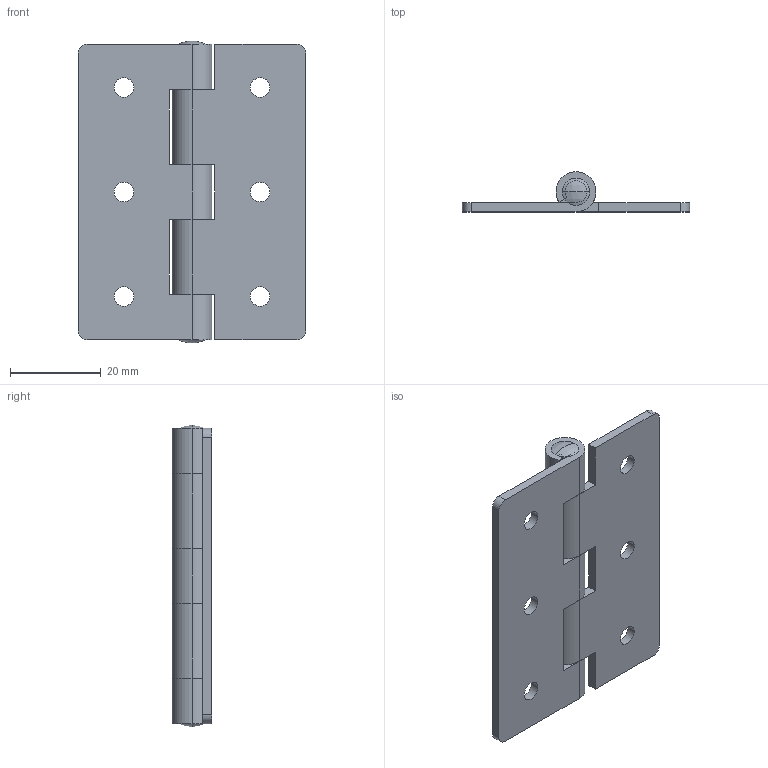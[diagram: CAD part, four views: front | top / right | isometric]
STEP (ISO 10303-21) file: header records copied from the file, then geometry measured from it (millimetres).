
FILE_DESCRIPTION (( 'STEP AP203' ), '1' );
FILE_NAME ('B-2078-13.STEP', '2021-08-06T06:16:47', ( '' ), ( '' ), 'SwSTEP 2.0', 'SolidWorks 2018', '' );
FILE_SCHEMA (( 'CONFIG_CONTROL_DESIGN' ));
Length unit declared in the file: millimetre
Products named in the file (4): B-2078-13僸儞僕B_; B-2078-13僔儍僼僩_; B-2078-13; B-2078-13僸儞僕A_
Assembly tree (3 placements, depth 2):
  B-2078-13
    B-2078-13僸儞僕A_
    B-2078-13僸儞僕B_
    B-2078-13僔儍僼僩_
Bounding box: 50 x 8.8 x 66.4 mm (x, y, z)
Volume: 8831.8 mm3; surface area: 10195.8 mm2
Topology: 3 solids, 3 shells, 82 faces, 224 edges, 150 vertices
Faces by surface type: cylinder 48, plane 30, sphere 4
Entity records: 3086 total; most frequent: DIRECTION 504, CARTESIAN_POINT 462, ORIENTED_EDGE 448, EDGE_CURVE 224, AXIS2_PLACEMENT_3D 192, VERTEX_POINT 150, VECTOR 120, LINE 120
